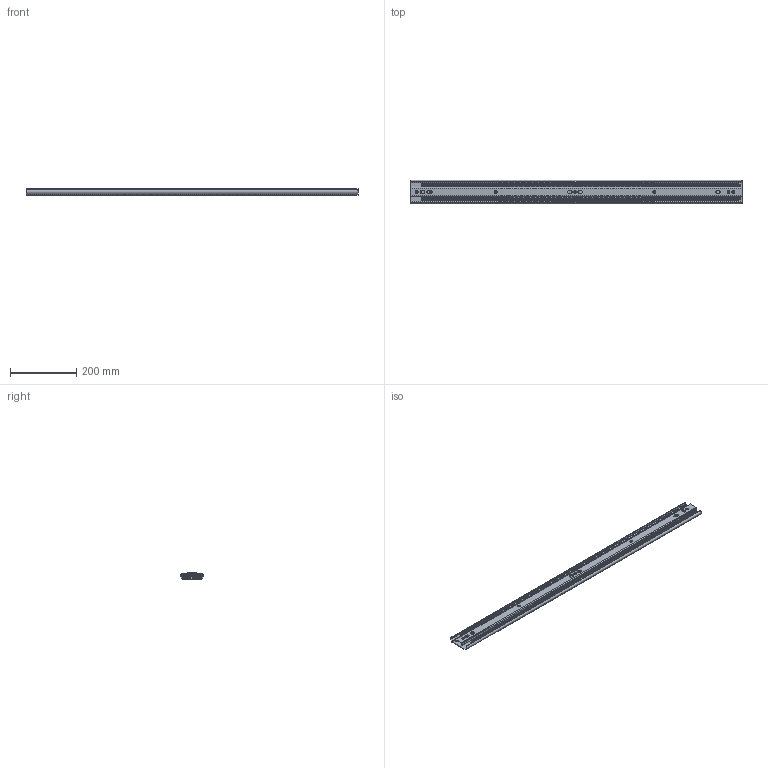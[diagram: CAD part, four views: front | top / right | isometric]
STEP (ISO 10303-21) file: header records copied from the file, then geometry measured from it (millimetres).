
FILE_DESCRIPTION(/* description */ ('TITAN-D- 1000/1050mm (18.5) Zinc-Magnesium'),/* implementation_level */ '2;1');
FILE_NAME(/* name */ 'M01-AB0_00_closed.stp',/* time_stamp */ '2025-09-08T15:11:42+02:00',/* author */ ('l.hoffmann'),/* organization */ (''),/* preprocessor_version */ 'ST-DEVELOPER v20',/* originating_system */ 'Autodesk Inventor 2022',/* authorisation */ '');
FILE_SCHEMA (('AUTOMOTIVE_DESIGN { 1 0 10303 214 3 1 1 }'));
Products named in the file (14): M01-F73; 511-M01-F73-TM1; 511-M01-F73-TM1_1; E000177983; E000177980; E000177979; 512-M01-F73-TM2; 512-M01-F73-TM2_1; E000177992; E000177970; E000177990; E000177989; 514-M01-F73-TM3; 514-M01-F73-TM3_1
Assembly tree (63 placements, depth 3):
  M01-F73
    511-M01-F73-TM1
      511-M01-F73-TM1_1
    E000177983
      E000177970
      E000177980
      E000177979  x26
    512-M01-F73-TM2
      512-M01-F73-TM2_1
    E000177992
      E000177970
      E000177990
      E000177989  x25
    514-M01-F73-TM3
      514-M01-F73-TM3_1
Bounding box: 1000 x 70.9 x 18.4 mm (x, y, z)
Volume: 500753 mm3; surface area: 601720.9 mm2
Topology: 107 solids, 107 shells, 2318 faces, 6955 edges, 4628 vertices
Faces by surface type: plane 1099, cylinder 1051, sphere 102, cone 66
Full cylindrical faces by diameter (mm): 7.9 x50, 8 x3, 9 x52, 13 x2
Entity records: 79275 total; most frequent: CARTESIAN_POINT 16138, ORIENTED_EDGE 13306, DIRECTION 13075, EDGE_CURVE 6653, VERTEX_POINT 4432, AXIS2_PLACEMENT_3D 4414, LINE 4247, VECTOR 4247
